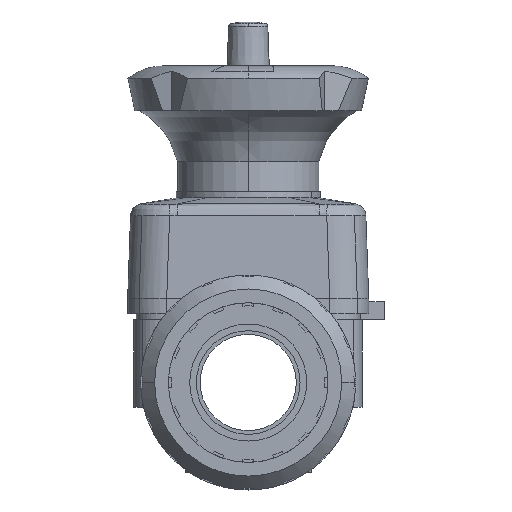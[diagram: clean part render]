
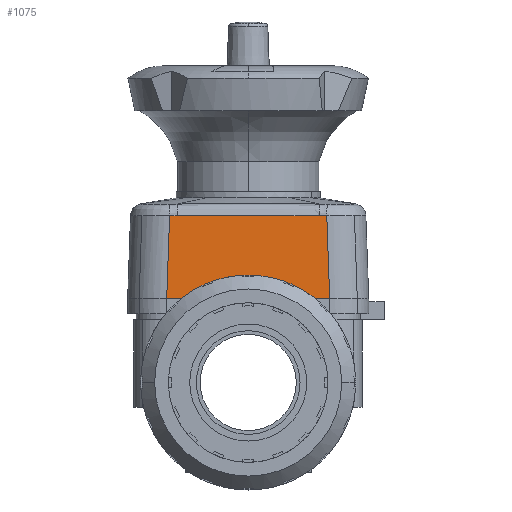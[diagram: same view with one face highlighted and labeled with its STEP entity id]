
A CAD part, left-side view. The second image highlights one B-rep face of the part: STEP entity #1075.
In plain terms, the highlighted planar face has unit normal (-0.999, 0, 0.035).
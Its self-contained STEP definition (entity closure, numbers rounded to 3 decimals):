
#1075=ADVANCED_FACE('',(#2351),#2352,.T.);
#2351=FACE_OUTER_BOUND('',#4801,.T.);
#2352=PLANE('',#4802);
#4801=EDGE_LOOP('',(#8017,#8018,#8019,#8020,#8021,#8022,#8023,#8024));
#4802=AXIS2_PLACEMENT_3D('',#8025,#8026,#8027);
#8017=ORIENTED_EDGE('',*,*,#11161,.F.);
#8018=ORIENTED_EDGE('',*,*,#11157,.F.);
#8019=ORIENTED_EDGE('',*,*,#11169,.F.);
#8020=ORIENTED_EDGE('',*,*,#11104,.F.);
#8021=ORIENTED_EDGE('',*,*,#11065,.F.);
#8022=ORIENTED_EDGE('',*,*,#11193,.T.);
#8023=ORIENTED_EDGE('',*,*,#11194,.F.);
#8024=ORIENTED_EDGE('',*,*,#11190,.F.);
#8025=CARTESIAN_POINT('',(-37.45,-40.1,27.9));
#8026=DIRECTION('',(-0.999,0.,0.035));
#8027=DIRECTION('',(0.,1.0,0.));
#11065=EDGE_CURVE('',#13266,#13268,#13269,.T.);
#11104=EDGE_CURVE('',#13268,#13336,#13337,.T.);
#11157=EDGE_CURVE('',#13413,#13415,#13416,.T.);
#11161=EDGE_CURVE('',#13415,#13402,#13421,.T.);
#11169=EDGE_CURVE('',#13336,#13413,#13432,.T.);
#11190=EDGE_CURVE('',#13402,#13457,#13458,.T.);
#11193=EDGE_CURVE('',#13266,#13461,#13462,.T.);
#11194=EDGE_CURVE('',#13457,#13461,#13463,.T.);
#13266=VERTEX_POINT('',#17021);
#13268=VERTEX_POINT('',#17024);
#13269=ELLIPSE('',#17025,372.498,13.0);
#13336=VERTEX_POINT('',#17123);
#13337=LINE('',#17124,#17125);
#13402=VERTEX_POINT('',#17318);
#13413=VERTEX_POINT('',#17353);
#13415=VERTEX_POINT('',#17355);
#13416=B_SPLINE_CURVE_WITH_KNOTS('',3,(#17356,#17357,#17358,#17359,#17360,#17361,#17362,#17363,#17364,#17365,#17366,#17367,#17368),.UNSPECIFIED.,.F.,.F.,(4,1,1,1,1,1,1,1,1,1,4),(-4.723,-4.554,-4.386,-4.048,-3.374,-2.024,-1.349,-0.675,-0.337,-0.169,0.0),.UNSPECIFIED.);
#13421=B_SPLINE_CURVE_WITH_KNOTS('',3,(#17385,#17386,#17387,#17388),.UNSPECIFIED.,.F.,.F.,(4,4),(-0.253,0.),.UNSPECIFIED.);
#13432=B_SPLINE_CURVE_WITH_KNOTS('',3,(#17420,#17421,#17422,#17423),.UNSPECIFIED.,.F.,.F.,(4,4),(-0.253,0.),.UNSPECIFIED.);
#13457=VERTEX_POINT('',#17464);
#13458=LINE('',#17465,#17466);
#13461=VERTEX_POINT('',#17469);
#13462=LINE('',#17470,#17471);
#13463=ELLIPSE('',#17472,372.498,13.0);
#17021=CARTESIAN_POINT('',(-37.45,27.1,27.9));
#17024=CARTESIAN_POINT('',(-37.45,27.108,27.9));
#17025=AXIS2_PLACEMENT_3D('',#20247,#20248,#20249);
#17123=CARTESIAN_POINT('',(-36.486,26.143,55.519));
#17124=CARTESIAN_POINT('',(-37.417,27.075,28.844));
#17125=VECTOR('',#20311,27.653);
#17318=CARTESIAN_POINT('',(-36.486,-26.143,55.519));
#17353=CARTESIAN_POINT('',(-36.484,23.615,55.572));
#17355=CARTESIAN_POINT('',(-36.484,-23.615,55.572));
#17356=CARTESIAN_POINT('',(-36.484,23.615,55.572));
#17357=CARTESIAN_POINT('',(-36.483,23.053,55.577));
#17358=CARTESIAN_POINT('',(-36.483,21.928,55.588));
#17359=CARTESIAN_POINT('',(-36.482,19.679,55.611));
#17360=CARTESIAN_POINT('',(-36.481,15.743,55.651));
#17361=CARTESIAN_POINT('',(-36.478,7.872,55.729));
#17362=CARTESIAN_POINT('',(-36.477,-1.125,55.761));
#17363=CARTESIAN_POINT('',(-36.479,-10.121,55.705));
#17364=CARTESIAN_POINT('',(-36.481,-15.743,55.651));
#17365=CARTESIAN_POINT('',(-36.482,-19.679,55.611));
#17366=CARTESIAN_POINT('',(-36.483,-21.928,55.588));
#17367=CARTESIAN_POINT('',(-36.483,-23.053,55.577));
#17368=CARTESIAN_POINT('',(-36.484,-23.615,55.572));
#17385=CARTESIAN_POINT('',(-36.484,-23.615,55.572));
#17386=CARTESIAN_POINT('',(-36.484,-24.458,55.564));
#17387=CARTESIAN_POINT('',(-36.485,-25.301,55.545));
#17388=CARTESIAN_POINT('',(-36.486,-26.143,55.519));
#17420=CARTESIAN_POINT('',(-36.486,26.143,55.519));
#17421=CARTESIAN_POINT('',(-36.485,25.301,55.545));
#17422=CARTESIAN_POINT('',(-36.484,24.458,55.564));
#17423=CARTESIAN_POINT('',(-36.484,23.615,55.572));
#17464=CARTESIAN_POINT('',(-37.45,-27.108,27.9));
#17465=CARTESIAN_POINT('',(-37.42,-27.078,28.752));
#17466=VECTOR('',#20378,27.653);
#17469=CARTESIAN_POINT('',(-37.45,-27.1,27.9));
#17470=CARTESIAN_POINT('',(-37.45,-40.1,27.9));
#17471=VECTOR('',#20382,54.2);
#17472=AXIS2_PLACEMENT_3D('',#20383,#20384,#20385);
#20247=CARTESIAN_POINT('',(-24.45,27.1,400.171));
#20248=DIRECTION('',(0.999,0.,-0.035));
#20249=DIRECTION('',(-0.035,0.,-0.999));
#20311=DIRECTION('',(0.035,-0.035,0.999));
#20378=DIRECTION('',(-0.035,-0.035,-0.999));
#20382=DIRECTION('',(0.,-1.0,0.));
#20383=CARTESIAN_POINT('',(-24.45,-27.1,400.171));
#20384=DIRECTION('',(0.999,0.,-0.035));
#20385=DIRECTION('',(-0.035,0.,-0.999));
